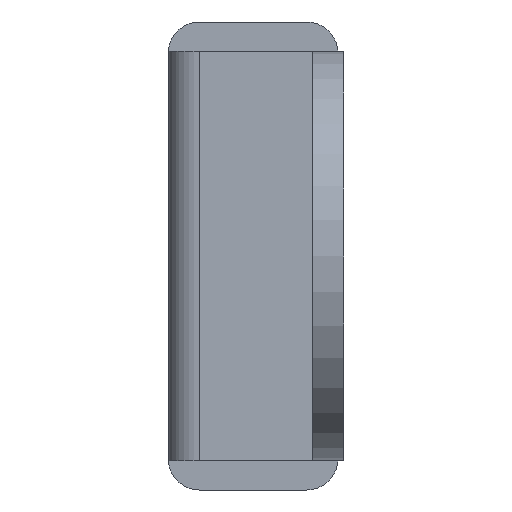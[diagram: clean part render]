
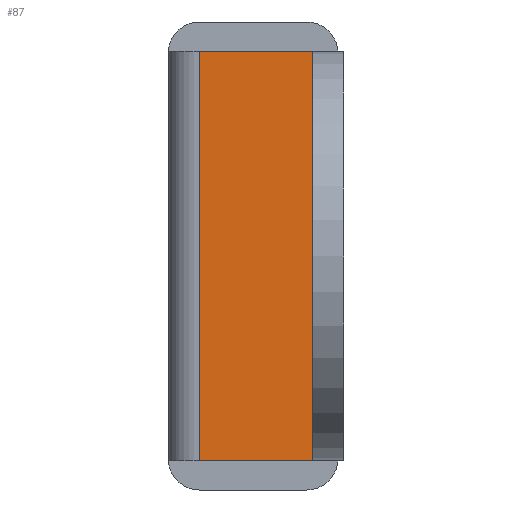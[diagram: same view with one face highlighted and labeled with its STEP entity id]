
A CAD part, left-side view. The second image highlights one B-rep face of the part: STEP entity #87.
In plain terms, the highlighted planar face has unit normal (-1, 0, 0).
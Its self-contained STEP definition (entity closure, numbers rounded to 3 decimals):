
#3 = ORIENTED_EDGE ( 'NONE', *, *, #638, .T. ) ;
#79 = ORIENTED_EDGE ( 'NONE', *, *, #396, .F. ) ;
#80 = EDGE_LOOP ( 'NONE', ( #3, #79, #88, #89 ) ) ;
#87 = ADVANCED_FACE ( 'NONE', ( #821 ), #822, .F. ) ;
#88 = ORIENTED_EDGE ( 'NONE', *, *, #783, .F. ) ;
#89 = ORIENTED_EDGE ( 'NONE', *, *, #97, .T. ) ;
#97 = EDGE_CURVE ( 'NONE', #606, #669, #1904, .T. ) ;
#396 = EDGE_CURVE ( 'NONE', #424, #435, #1178, .T. ) ;
#424 = VERTEX_POINT ( 'NONE', #1273 ) ;
#435 = VERTEX_POINT ( 'NONE', #1360 ) ;
#606 = VERTEX_POINT ( 'NONE', #1474 ) ;
#638 = EDGE_CURVE ( 'NONE', #669, #435, #1502, .T. ) ;
#669 = VERTEX_POINT ( 'NONE', #1411 ) ;
#783 = EDGE_CURVE ( 'NONE', #606, #424, #1693, .T. ) ;
#812 = CARTESIAN_POINT ( 'NONE',  ( -12., 1.6, 10.5 ) ) ;
#815 = DIRECTION ( 'NONE',  ( 1., 0., 0. ) ) ;
#821 = FACE_OUTER_BOUND ( 'NONE', #80, .T. ) ;
#822 = PLANE ( 'NONE',  #828 ) ;
#828 = AXIS2_PLACEMENT_3D ( 'NONE', #812, #815, #831 ) ;
#831 = DIRECTION ( 'NONE',  ( 0., 0., -1. ) ) ;
#1169 = DIRECTION ( 'NONE',  ( 0., 0., -1. ) ) ;
#1170 = VECTOR ( 'NONE', #1169, 1000. ) ;
#1171 = CARTESIAN_POINT ( 'NONE',  ( -12., 1.6, 10.5 ) ) ;
#1178 = LINE ( 'NONE', #1171, #1170 ) ;
#1273 = CARTESIAN_POINT ( 'NONE',  ( -12., 1.6, 10.5 ) ) ;
#1360 = CARTESIAN_POINT ( 'NONE',  ( -12., 1.6, -10.5 ) ) ;
#1411 = CARTESIAN_POINT ( 'NONE',  ( -12., 7.4, -10.5 ) ) ;
#1474 = CARTESIAN_POINT ( 'NONE',  ( -12., 7.4, 10.5 ) ) ;
#1479 = CARTESIAN_POINT ( 'NONE',  ( -12., 1.6, -10.5 ) ) ;
#1502 = LINE ( 'NONE', #1479, #1513 ) ;
#1504 = DIRECTION ( 'NONE',  ( 0., -1., 0. ) ) ;
#1513 = VECTOR ( 'NONE', #1504, 1000. ) ;
#1693 = LINE ( 'NONE', #1735, #1734 ) ;
#1733 = DIRECTION ( 'NONE',  ( 0., -1., 0. ) ) ;
#1734 = VECTOR ( 'NONE', #1733, 1000. ) ;
#1735 = CARTESIAN_POINT ( 'NONE',  ( -12., 1.6, 10.5 ) ) ;
#1902 = VECTOR ( 'NONE', #1908, 1000. ) ;
#1903 = CARTESIAN_POINT ( 'NONE',  ( -12., 7.4, 10.5 ) ) ;
#1904 = LINE ( 'NONE', #1903, #1902 ) ;
#1908 = DIRECTION ( 'NONE',  ( 0., 0., -1. ) ) ;
